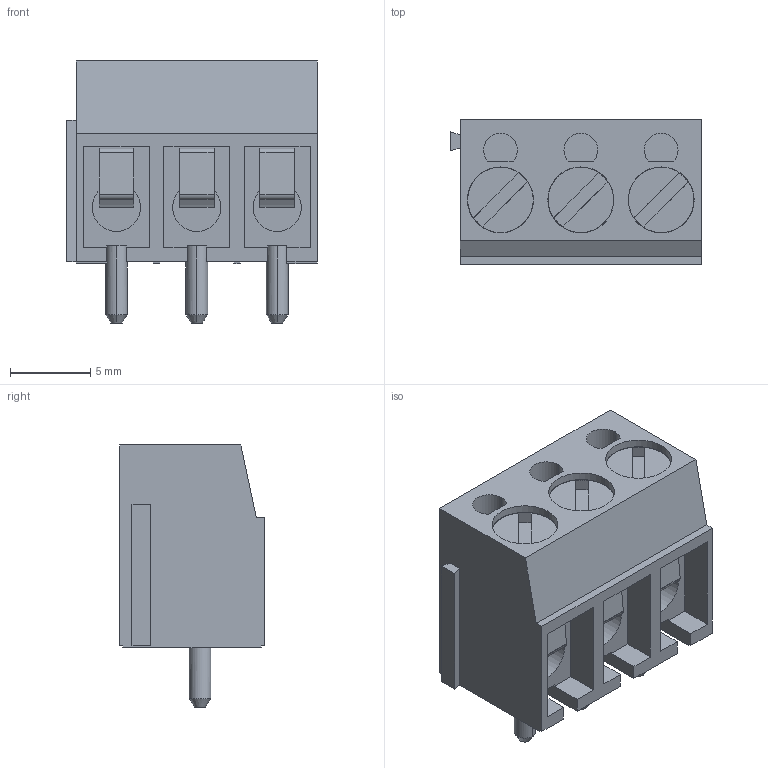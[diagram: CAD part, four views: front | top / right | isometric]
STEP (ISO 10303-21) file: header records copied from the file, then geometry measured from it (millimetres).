
FILE_DESCRIPTION(('FreeCAD Model'),'2;1');
FILE_NAME('Terminal_Block_3Poles_P5.08mm.step', '2020-04-21T21:29:34',('kicad StepUp'),('ksu MCAD'), 'Open CASCADE STEP processor 7.3','FreeCAD','Unknown');
FILE_SCHEMA(('AUTOMOTIVE_DESIGN { 1 0 10303 214 1 1 1 1 }'));
Length unit declared in the file: millimetre
Products named in the file (1): Terminal_Block_3Poles_P5.08mm
Bounding box: 15.6 x 9 x 16.3 mm (x, y, z)
Volume: 1322.8 mm3; surface area: 1429.5 mm2
Topology: 1 solids, 1 shells, 197 faces, 522 edges, 346 vertices
Faces by surface type: plane 134, cylinder 57, cone 6
Entity records: 7511 total; most frequent: CARTESIAN_POINT 1066, DIRECTION 1056, ORIENTED_EDGE 1044, EDGE_CURVE 522, LINE 384, VECTOR 384, VERTEX_POINT 346, AXIS2_PLACEMENT_3D 336
